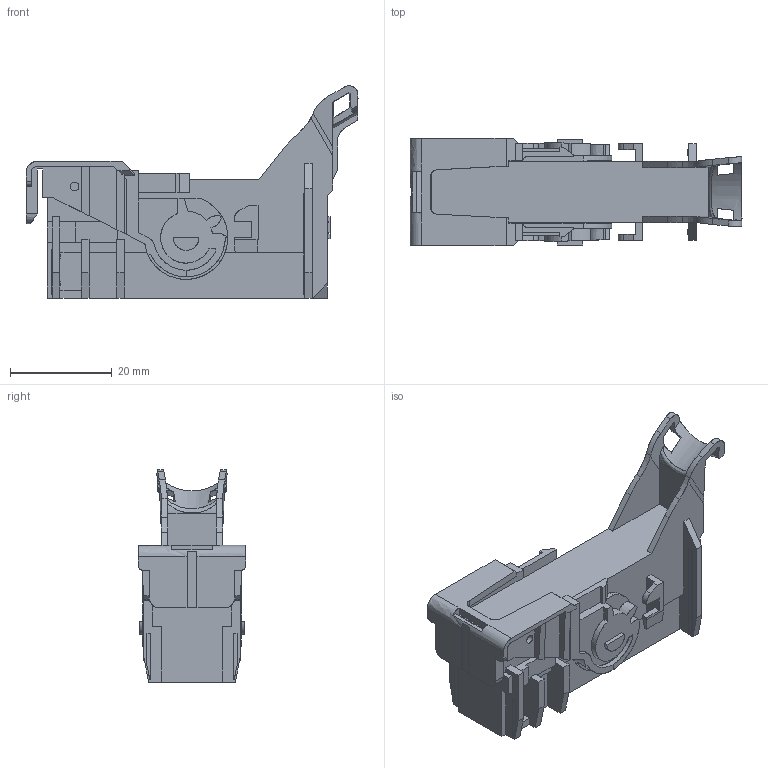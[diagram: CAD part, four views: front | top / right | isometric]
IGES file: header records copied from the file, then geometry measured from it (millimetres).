
Global section: file name: 13678789.igs; native system: NX V5.0; preprocessor: UGS NX IGES V5.0; date: 20091023.150155; units: millimetre
Bounding box: 65.27 x 21.2 x 41.76 mm (x, y, z)
Surface area: 10524.2 mm2 (no closed solid volume)
Topology: 0 solids, 0 shells, 428 faces, 3326 edges, 3322 vertices
Faces by surface type: extrusion 369, revolution 58, bspline 1
